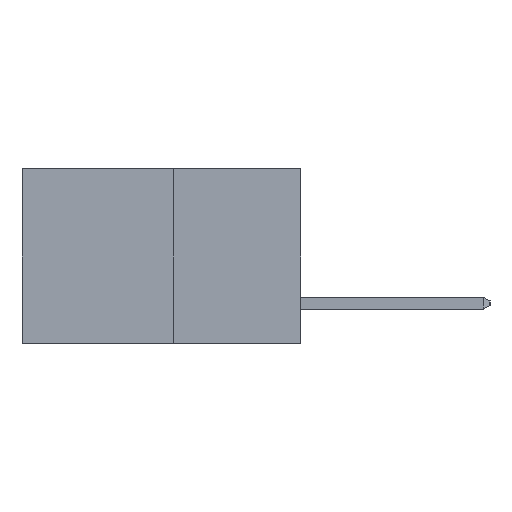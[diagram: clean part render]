
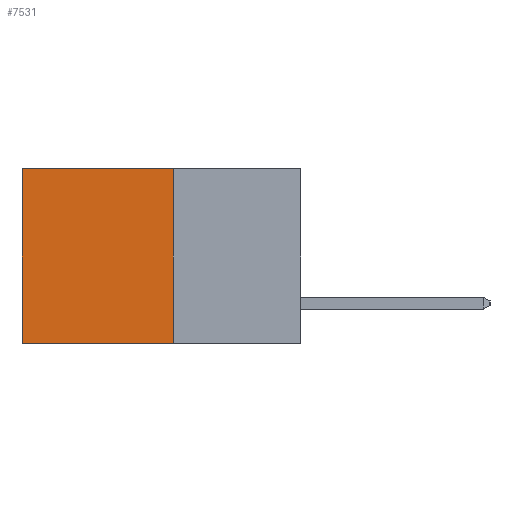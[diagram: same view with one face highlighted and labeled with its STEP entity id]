
A CAD part, left-side view. The second image highlights one B-rep face of the part: STEP entity #7531.
In plain terms, the highlighted planar face has unit normal (-1, 0, 0).
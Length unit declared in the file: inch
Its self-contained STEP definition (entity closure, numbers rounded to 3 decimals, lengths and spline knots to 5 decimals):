
#7 = DIRECTION ( 'NONE',  ( 0., 1., 0. ) ) ;
#239 = CARTESIAN_POINT ( 'NONE',  ( 0.277, 0.59, 0. ) ) ;
#813 = VECTOR ( 'NONE', #5424, 39.37008 ) ;
#1898 = LINE ( 'NONE', #1944, #3925 ) ;
#1944 = CARTESIAN_POINT ( 'NONE',  ( 0.277, 0.27, 0. ) ) ;
#1997 = DIRECTION ( 'NONE',  ( 0., 0., -1. ) ) ;
#3321 = ORIENTED_EDGE ( 'NONE', *, *, #8077, .T. ) ;
#3413 = VERTEX_POINT ( 'NONE', #9554 ) ;
#3555 = VERTEX_POINT ( 'NONE', #7866 ) ;
#3925 = VECTOR ( 'NONE', #7, 39.37008 ) ;
#4434 = VECTOR ( 'NONE', #8939, 39.37008 ) ;
#4857 = EDGE_LOOP ( 'NONE', ( #11572, #12003, #8775, #3321 ) ) ;
#4902 = EDGE_CURVE ( 'NONE', #7664, #3555, #5345, .T. ) ;
#5345 = LINE ( 'NONE', #8981, #4434 ) ;
#5424 = DIRECTION ( 'NONE',  ( 0., 0., -1. ) ) ;
#5453 = LINE ( 'NONE', #11147, #813 ) ;
#6096 = VECTOR ( 'NONE', #7700, 39.37008 ) ;
#6926 = PLANE ( 'NONE',  #10267 ) ;
#7425 = EDGE_CURVE ( 'NONE', #3413, #3555, #8678, .T. ) ;
#7531 = ADVANCED_FACE ( 'NONE', ( #12491 ), #6926, .F. ) ;
#7664 = VERTEX_POINT ( 'NONE', #239 ) ;
#7700 = DIRECTION ( 'NONE',  ( 0., 1., 0. ) ) ;
#7866 = CARTESIAN_POINT ( 'NONE',  ( 0.277, 0.59, -0.37 ) ) ;
#7916 = DIRECTION ( 'NONE',  ( 1., 0., 0. ) ) ;
#8077 = EDGE_CURVE ( 'NONE', #9241, #7664, #1898, .T. ) ;
#8678 = LINE ( 'NONE', #12390, #6096 ) ;
#8775 = ORIENTED_EDGE ( 'NONE', *, *, #8994, .F. ) ;
#8832 = CARTESIAN_POINT ( 'NONE',  ( 0.277, 0.27, -0.37 ) ) ;
#8939 = DIRECTION ( 'NONE',  ( 0., 0., -1. ) ) ;
#8981 = CARTESIAN_POINT ( 'NONE',  ( 0.277, 0.59, -0.37 ) ) ;
#8994 = EDGE_CURVE ( 'NONE', #9241, #3413, #5453, .T. ) ;
#9241 = VERTEX_POINT ( 'NONE', #9596 ) ;
#9554 = CARTESIAN_POINT ( 'NONE',  ( 0.277, 0.27, -0.37 ) ) ;
#9596 = CARTESIAN_POINT ( 'NONE',  ( 0.277, 0.27, 0. ) ) ;
#10267 = AXIS2_PLACEMENT_3D ( 'NONE', #8832, #7916, #1997 ) ;
#11147 = CARTESIAN_POINT ( 'NONE',  ( 0.277, 0.27, -0.37 ) ) ;
#11572 = ORIENTED_EDGE ( 'NONE', *, *, #4902, .T. ) ;
#12003 = ORIENTED_EDGE ( 'NONE', *, *, #7425, .F. ) ;
#12390 = CARTESIAN_POINT ( 'NONE',  ( 0.277, 0.27, -0.37 ) ) ;
#12491 = FACE_OUTER_BOUND ( 'NONE', #4857, .T. ) ;
